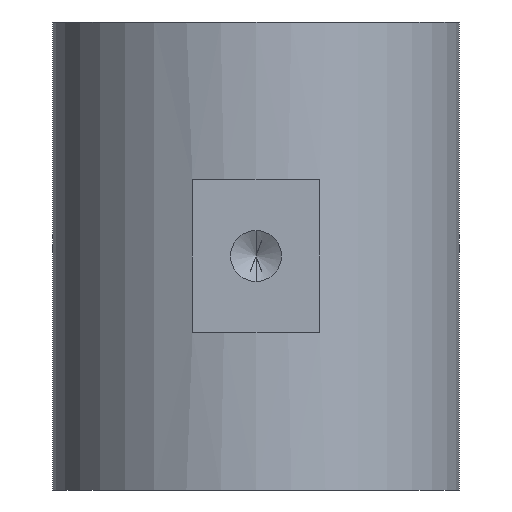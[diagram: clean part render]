
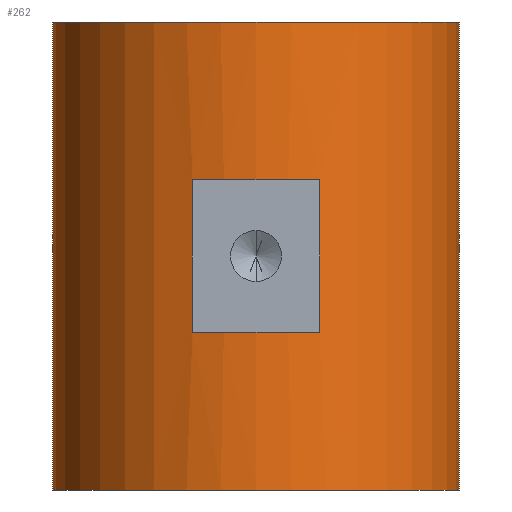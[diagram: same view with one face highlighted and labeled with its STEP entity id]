
A CAD part, front view. The second image highlights one B-rep face of the part: STEP entity #262.
In plain terms, the highlighted cylindrical face has radius 20 mm (diameter 40 mm), a partial arc.
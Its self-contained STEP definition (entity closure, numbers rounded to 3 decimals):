
#7 = VERTEX_POINT ( 'NONE', #224 ) ;
#9 = CARTESIAN_POINT ( 'NONE',  ( -30.096, 6.894, 46. ) ) ;
#12 = EDGE_CURVE ( 'NONE', #60, #230, #219, .T. ) ;
#20 = CARTESIAN_POINT ( 'NONE',  ( -10.096, 6.894, 46. ) ) ;
#39 = VECTOR ( 'NONE', #246, 1000. ) ;
#49 = LINE ( 'NONE', #109, #585 ) ;
#60 = VERTEX_POINT ( 'NONE', #117 ) ;
#63 = DIRECTION ( 'NONE',  ( -1., 0., 0. ) ) ;
#65 = EDGE_CURVE ( 'NONE', #7, #688, #396, .T. ) ;
#66 = DIRECTION ( 'NONE',  ( 0., 0., -1. ) ) ;
#73 = VECTOR ( 'NONE', #188, 1000. ) ;
#79 = CARTESIAN_POINT ( 'NONE',  ( -10.096, 6.894, 15.5 ) ) ;
#92 = AXIS2_PLACEMENT_3D ( 'NONE', #79, #520, #258 ) ;
#109 = CARTESIAN_POINT ( 'NONE',  ( -16.341, -12.106, 46. ) ) ;
#117 = CARTESIAN_POINT ( 'NONE',  ( 9.904, 6.894, 46. ) ) ;
#120 = DIRECTION ( 'NONE',  ( 0., 0., -1. ) ) ;
#143 = DIRECTION ( 'NONE',  ( 0., 0., 1. ) ) ;
#151 = CARTESIAN_POINT ( 'NONE',  ( -16.341, -12.106, 15.5 ) ) ;
#162 = ORIENTED_EDGE ( 'NONE', *, *, #12, .F. ) ;
#181 = EDGE_CURVE ( 'NONE', #296, #347, #668, .T. ) ;
#188 = DIRECTION ( 'NONE',  ( 0., 0., -1. ) ) ;
#198 = EDGE_LOOP ( 'NONE', ( #162, #602, #252, #411 ) ) ;
#219 = LINE ( 'NONE', #227, #73 ) ;
#224 = CARTESIAN_POINT ( 'NONE',  ( -30.096, 6.894, 46. ) ) ;
#227 = CARTESIAN_POINT ( 'NONE',  ( 9.904, 6.894, 46. ) ) ;
#230 = VERTEX_POINT ( 'NONE', #251 ) ;
#246 = DIRECTION ( 'NONE',  ( 0., 0., 1. ) ) ;
#250 = CIRCLE ( 'NONE', #328, 20. ) ;
#251 = CARTESIAN_POINT ( 'NONE',  ( 9.904, 6.894, 0. ) ) ;
#252 = ORIENTED_EDGE ( 'NONE', *, *, #65, .T. ) ;
#258 = DIRECTION ( 'NONE',  ( 1., 0., 0. ) ) ;
#262 = ADVANCED_FACE ( 'NONE', ( #578, #387 ), #516, .T. ) ;
#264 = AXIS2_PLACEMENT_3D ( 'NONE', #627, #143, #575 ) ;
#266 = CARTESIAN_POINT ( 'NONE',  ( -3.851, -12.106, 15.5 ) ) ;
#272 = EDGE_CURVE ( 'NONE', #688, #230, #250, .T. ) ;
#285 = CARTESIAN_POINT ( 'NONE',  ( -3.851, -12.106, 30.5 ) ) ;
#296 = VERTEX_POINT ( 'NONE', #151 ) ;
#307 = ORIENTED_EDGE ( 'NONE', *, *, #653, .F. ) ;
#319 = DIRECTION ( 'NONE',  ( 1., 0., 0. ) ) ;
#320 = CIRCLE ( 'NONE', #691, 20. ) ;
#328 = AXIS2_PLACEMENT_3D ( 'NONE', #583, #687, #319 ) ;
#334 = CARTESIAN_POINT ( 'NONE',  ( -16.341, -12.106, 30.5 ) ) ;
#346 = DIRECTION ( 'NONE',  ( 0., 0., -1. ) ) ;
#347 = VERTEX_POINT ( 'NONE', #266 ) ;
#369 = VECTOR ( 'NONE', #346, 1000. ) ;
#387 = FACE_BOUND ( 'NONE', #617, .T. ) ;
#394 = CARTESIAN_POINT ( 'NONE',  ( -10.096, 6.894, 30.5 ) ) ;
#396 = LINE ( 'NONE', #9, #369 ) ;
#398 = EDGE_CURVE ( 'NONE', #7, #60, #572, .T. ) ;
#400 = ORIENTED_EDGE ( 'NONE', *, *, #574, .F. ) ;
#403 = CARTESIAN_POINT ( 'NONE',  ( -3.851, -12.106, 46. ) ) ;
#411 = ORIENTED_EDGE ( 'NONE', *, *, #272, .T. ) ;
#450 = AXIS2_PLACEMENT_3D ( 'NONE', #20, #620, #677 ) ;
#516 = CYLINDRICAL_SURFACE ( 'NONE', #450, 20. ) ;
#517 = ORIENTED_EDGE ( 'NONE', *, *, #181, .F. ) ;
#520 = DIRECTION ( 'NONE',  ( 0., 0., 1. ) ) ;
#549 = ORIENTED_EDGE ( 'NONE', *, *, #681, .F. ) ;
#572 = CIRCLE ( 'NONE', #264, 20. ) ;
#574 = EDGE_CURVE ( 'NONE', #644, #580, #320, .T. ) ;
#575 = DIRECTION ( 'NONE',  ( 1., 0., 0. ) ) ;
#578 = FACE_OUTER_BOUND ( 'NONE', #198, .T. ) ;
#580 = VERTEX_POINT ( 'NONE', #334 ) ;
#583 = CARTESIAN_POINT ( 'NONE',  ( -10.096, 6.894, 0. ) ) ;
#585 = VECTOR ( 'NONE', #120, 1000. ) ;
#597 = CARTESIAN_POINT ( 'NONE',  ( -30.096, 6.894, 0. ) ) ;
#602 = ORIENTED_EDGE ( 'NONE', *, *, #398, .F. ) ;
#615 = LINE ( 'NONE', #403, #39 ) ;
#617 = EDGE_LOOP ( 'NONE', ( #517, #307, #400, #549 ) ) ;
#620 = DIRECTION ( 'NONE',  ( 0., 0., -1. ) ) ;
#627 = CARTESIAN_POINT ( 'NONE',  ( -10.096, 6.894, 46. ) ) ;
#644 = VERTEX_POINT ( 'NONE', #285 ) ;
#653 = EDGE_CURVE ( 'NONE', #580, #296, #49, .T. ) ;
#668 = CIRCLE ( 'NONE', #92, 20. ) ;
#677 = DIRECTION ( 'NONE',  ( -1., 0., 0. ) ) ;
#681 = EDGE_CURVE ( 'NONE', #347, #644, #615, .T. ) ;
#687 = DIRECTION ( 'NONE',  ( 0., 0., 1. ) ) ;
#688 = VERTEX_POINT ( 'NONE', #597 ) ;
#691 = AXIS2_PLACEMENT_3D ( 'NONE', #394, #66, #63 ) ;
